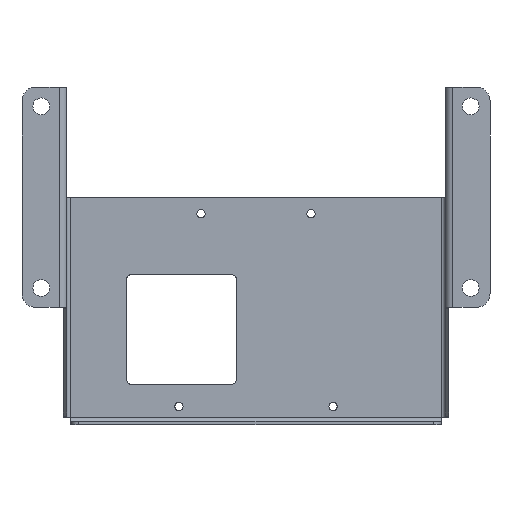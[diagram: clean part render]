
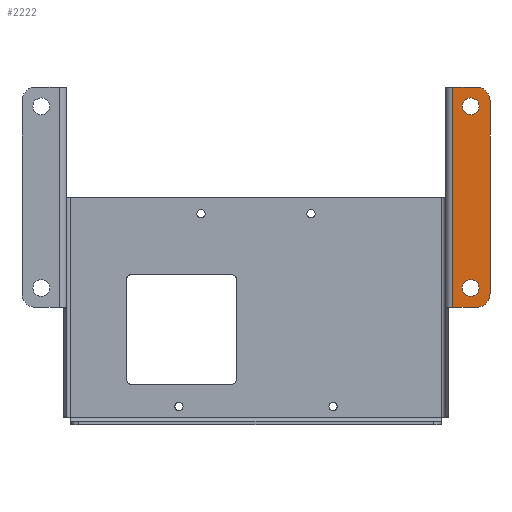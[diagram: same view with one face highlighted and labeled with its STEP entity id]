
A CAD part, front view. The second image highlights one B-rep face of the part: STEP entity #2222.
In plain terms, the highlighted planar face has unit normal (0, -1, 0).
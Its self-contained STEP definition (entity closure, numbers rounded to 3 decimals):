
#11 = CARTESIAN_POINT ( 'NONE',  ( 70., -1.2, 60. ) ) ;
#65 = ORIENTED_EDGE ( 'NONE', *, *, #2260, .F. ) ;
#120 = EDGE_CURVE ( 'NONE', #2785, #2961, #3220, .T. ) ;
#213 = ORIENTED_EDGE ( 'NONE', *, *, #245, .T. ) ;
#234 = CIRCLE ( 'NONE', #351, 5. ) ;
#243 = DIRECTION ( 'NONE',  ( 0., 1., 0. ) ) ;
#245 = EDGE_CURVE ( 'NONE', #2517, #2039, #2635, .T. ) ;
#275 = DIRECTION ( 'NONE',  ( 0., 1., 0. ) ) ;
#310 = ORIENTED_EDGE ( 'NONE', *, *, #441, .T. ) ;
#317 = CARTESIAN_POINT ( 'NONE',  ( 80., -1.2, 60. ) ) ;
#351 = AXIS2_PLACEMENT_3D ( 'NONE', #481, #2179, #2214 ) ;
#358 = VECTOR ( 'NONE', #974, 1000. ) ;
#367 = CARTESIAN_POINT ( 'NONE',  ( 71.5, -1.2, -20. ) ) ;
#403 = VERTEX_POINT ( 'NONE', #367 ) ;
#408 = CARTESIAN_POINT ( 'NONE',  ( 80., -1.2, 55. ) ) ;
#441 = EDGE_CURVE ( 'NONE', #442, #2200, #234, .T. ) ;
#442 = VERTEX_POINT ( 'NONE', #2170 ) ;
#463 = ORIENTED_EDGE ( 'NONE', *, *, #605, .F. ) ;
#481 = CARTESIAN_POINT ( 'NONE',  ( 80., -1.2, -15. ) ) ;
#486 = CARTESIAN_POINT ( 'NONE',  ( 78., -1.2, 53. ) ) ;
#510 = ORIENTED_EDGE ( 'NONE', *, *, #3245, .T. ) ;
#577 = CARTESIAN_POINT ( 'NONE',  ( 78., -1.2, 53. ) ) ;
#601 = ORIENTED_EDGE ( 'NONE', *, *, #3170, .T. ) ;
#605 = EDGE_CURVE ( 'NONE', #854, #1196, #828, .T. ) ;
#632 = DIRECTION ( 'NONE',  ( 0., 0., 1. ) ) ;
#696 = CARTESIAN_POINT ( 'NONE',  ( 70., -1.2, -20. ) ) ;
#779 = CIRCLE ( 'NONE', #988, 3.05 ) ;
#818 = DIRECTION ( 'NONE',  ( 0., 1., 0. ) ) ;
#828 = LINE ( 'NONE', #1169, #2674 ) ;
#854 = VERTEX_POINT ( 'NONE', #1844 ) ;
#864 = AXIS2_PLACEMENT_3D ( 'NONE', #486, #818, #3202 ) ;
#886 = CIRCLE ( 'NONE', #1300, 3.05 ) ;
#974 = DIRECTION ( 'NONE',  ( 0., 0., -1. ) ) ;
#988 = AXIS2_PLACEMENT_3D ( 'NONE', #577, #2371, #632 ) ;
#1169 = CARTESIAN_POINT ( 'NONE',  ( 70., -1.2, 60. ) ) ;
#1196 = VERTEX_POINT ( 'NONE', #317 ) ;
#1244 = ORIENTED_EDGE ( 'NONE', *, *, #2307, .T. ) ;
#1278 = VERTEX_POINT ( 'NONE', #2669 ) ;
#1300 = AXIS2_PLACEMENT_3D ( 'NONE', #1992, #243, #2272 ) ;
#1381 = ORIENTED_EDGE ( 'NONE', *, *, #2932, .T. ) ;
#1443 = DIRECTION ( 'NONE',  ( 1., 0., 0. ) ) ;
#1534 = DIRECTION ( 'NONE',  ( 0., 1., 0. ) ) ;
#1538 = LINE ( 'NONE', #3661, #358 ) ;
#1585 = DIRECTION ( 'NONE',  ( 1., 0., 0. ) ) ;
#1809 = VECTOR ( 'NONE', #1585, 1000. ) ;
#1844 = CARTESIAN_POINT ( 'NONE',  ( 71.5, -1.2, 60. ) ) ;
#1981 = CARTESIAN_POINT ( 'NONE',  ( 78., -1.2, -9.95 ) ) ;
#1992 = CARTESIAN_POINT ( 'NONE',  ( 78., -1.2, -13. ) ) ;
#2034 = CARTESIAN_POINT ( 'NONE',  ( 85., -1.2, 60. ) ) ;
#2039 = VERTEX_POINT ( 'NONE', #3291 ) ;
#2138 = CIRCLE ( 'NONE', #2996, 5. ) ;
#2142 = DIRECTION ( 'NONE',  ( 0., 0., 1. ) ) ;
#2170 = CARTESIAN_POINT ( 'NONE',  ( 80., -1.2, -20. ) ) ;
#2178 = FACE_OUTER_BOUND ( 'NONE', #3174, .T. ) ;
#2179 = DIRECTION ( 'NONE',  ( 0., -1., 0. ) ) ;
#2200 = VERTEX_POINT ( 'NONE', #3457 ) ;
#2214 = DIRECTION ( 'NONE',  ( 0., 0., 1. ) ) ;
#2220 = ORIENTED_EDGE ( 'NONE', *, *, #120, .T. ) ;
#2222 = ADVANCED_FACE ( 'NONE', ( #3694, #2941, #2178 ), #2287, .F. ) ;
#2260 = EDGE_CURVE ( 'NONE', #1278, #2200, #2938, .T. ) ;
#2272 = DIRECTION ( 'NONE',  ( 0., 0., 1. ) ) ;
#2287 = PLANE ( 'NONE',  #3137 ) ;
#2307 = EDGE_CURVE ( 'NONE', #854, #403, #1538, .T. ) ;
#2312 = VECTOR ( 'NONE', #3440, 1000. ) ;
#2371 = DIRECTION ( 'NONE',  ( 0., 1., 0. ) ) ;
#2517 = VERTEX_POINT ( 'NONE', #1981 ) ;
#2570 = CARTESIAN_POINT ( 'NONE',  ( 78., -1.2, -13. ) ) ;
#2575 = DIRECTION ( 'NONE',  ( 0., 0., 1. ) ) ;
#2635 = CIRCLE ( 'NONE', #3011, 3.05 ) ;
#2647 = EDGE_LOOP ( 'NONE', ( #2220, #510 ) ) ;
#2669 = CARTESIAN_POINT ( 'NONE',  ( 85., -1.2, 55. ) ) ;
#2674 = VECTOR ( 'NONE', #1443, 1000. ) ;
#2785 = VERTEX_POINT ( 'NONE', #3528 ) ;
#2900 = LINE ( 'NONE', #696, #1809 ) ;
#2932 = EDGE_CURVE ( 'NONE', #403, #442, #2900, .T. ) ;
#2938 = LINE ( 'NONE', #2034, #2312 ) ;
#2941 = FACE_BOUND ( 'NONE', #3095, .T. ) ;
#2961 = VERTEX_POINT ( 'NONE', #3570 ) ;
#2985 = DIRECTION ( 'NONE',  ( 0., 0., 1. ) ) ;
#2996 = AXIS2_PLACEMENT_3D ( 'NONE', #408, #3526, #2142 ) ;
#3011 = AXIS2_PLACEMENT_3D ( 'NONE', #2570, #1534, #2985 ) ;
#3041 = ORIENTED_EDGE ( 'NONE', *, *, #3306, .T. ) ;
#3095 = EDGE_LOOP ( 'NONE', ( #213, #601 ) ) ;
#3137 = AXIS2_PLACEMENT_3D ( 'NONE', #11, #275, #2575 ) ;
#3170 = EDGE_CURVE ( 'NONE', #2039, #2517, #886, .T. ) ;
#3174 = EDGE_LOOP ( 'NONE', ( #65, #3041, #463, #1244, #1381, #310 ) ) ;
#3202 = DIRECTION ( 'NONE',  ( 0., 0., 1. ) ) ;
#3220 = CIRCLE ( 'NONE', #864, 3.05 ) ;
#3245 = EDGE_CURVE ( 'NONE', #2961, #2785, #779, .T. ) ;
#3291 = CARTESIAN_POINT ( 'NONE',  ( 78., -1.2, -16.05 ) ) ;
#3306 = EDGE_CURVE ( 'NONE', #1278, #1196, #2138, .T. ) ;
#3440 = DIRECTION ( 'NONE',  ( 0., 0., -1. ) ) ;
#3457 = CARTESIAN_POINT ( 'NONE',  ( 85., -1.2, -15. ) ) ;
#3526 = DIRECTION ( 'NONE',  ( 0., -1., 0. ) ) ;
#3528 = CARTESIAN_POINT ( 'NONE',  ( 78., -1.2, 56.05 ) ) ;
#3570 = CARTESIAN_POINT ( 'NONE',  ( 78., -1.2, 49.95 ) ) ;
#3661 = CARTESIAN_POINT ( 'NONE',  ( 71.5, -1.2, 60. ) ) ;
#3694 = FACE_BOUND ( 'NONE', #2647, .T. ) ;
